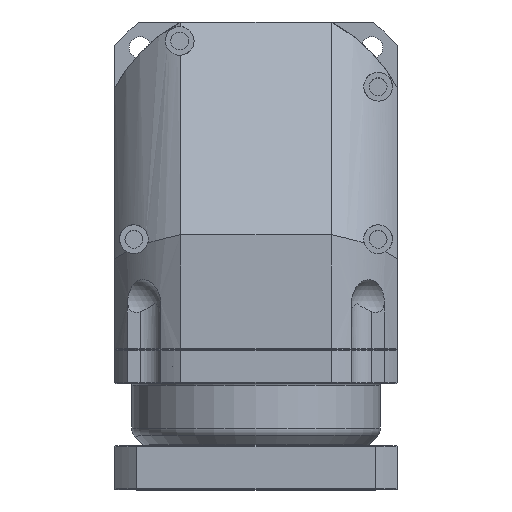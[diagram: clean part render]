
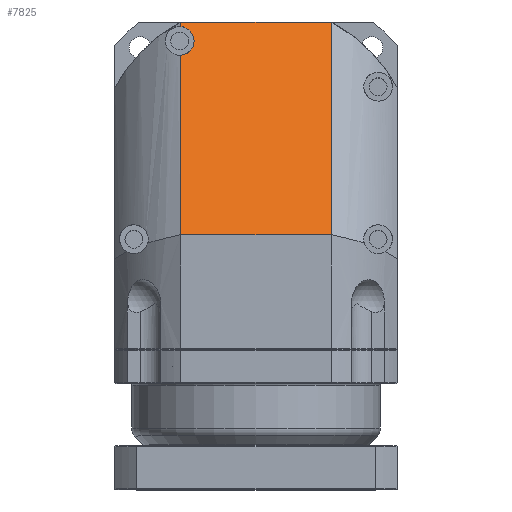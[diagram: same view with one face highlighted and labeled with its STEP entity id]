
A CAD part, top view. The second image highlights one B-rep face of the part: STEP entity #7825.
In plain terms, the highlighted face is planar.
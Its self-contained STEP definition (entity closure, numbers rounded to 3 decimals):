
#3533=CARTESIAN_POINT('',(19.,-71.,37.937));
#3931=DIRECTION('',(0.,0.,-1.));
#3932=VECTOR('',#3931,75.875);
#3933=CARTESIAN_POINT('',(19.,-71.,37.937));
#3934=LINE('',#3933,#3932);
#3935=CARTESIAN_POINT('',(4.945,-54.25,37.937));
#3936=CARTESIAN_POINT('',(4.96,-54.268,37.655));
#3937=CARTESIAN_POINT('',(4.992,-54.306,37.386));
#3938=CARTESIAN_POINT('',(5.055,-54.381,36.931));
#3939=CARTESIAN_POINT('',(5.134,-54.476,36.548));
#3940=CARTESIAN_POINT('',(5.229,-54.589,36.167));
#3941=CARTESIAN_POINT('',(5.356,-54.739,35.744));
#3942=CARTESIAN_POINT('',(5.514,-54.928,35.309));
#3943=CARTESIAN_POINT('',(5.703,-55.154,34.874));
#3944=CARTESIAN_POINT('',(5.893,-55.38,34.499));
#3945=CARTESIAN_POINT('',(6.146,-55.681,34.059));
#3946=CARTESIAN_POINT('',(6.462,-56.058,33.594));
#3947=CARTESIAN_POINT('',(6.842,-56.51,33.132));
#3948=CARTESIAN_POINT('',(7.221,-56.962,32.742));
#3949=CARTESIAN_POINT('',(7.6,-57.414,32.41));
#3950=CARTESIAN_POINT('',(8.106,-58.017,32.035));
#3951=CARTESIAN_POINT('',(8.738,-58.771,31.672));
#3952=CARTESIAN_POINT('',(9.497,-59.675,31.378));
#3953=CARTESIAN_POINT('',(10.256,-60.579,31.207));
#3954=CARTESIAN_POINT('',(11.015,-61.483,31.15));
#3955=CARTESIAN_POINT('',(11.773,-62.388,31.207));
#3956=CARTESIAN_POINT('',(12.532,-63.292,31.378));
#3957=CARTESIAN_POINT('',(13.291,-64.196,31.672));
#3958=CARTESIAN_POINT('',(13.923,-64.95,32.035));
#3959=CARTESIAN_POINT('',(14.429,-65.553,32.41));
#3960=CARTESIAN_POINT('',(14.808,-66.005,32.742));
#3961=CARTESIAN_POINT('',(15.188,-66.457,33.132));
#3962=CARTESIAN_POINT('',(15.567,-66.909,33.594));
#3963=CARTESIAN_POINT('',(15.883,-67.286,34.059));
#3964=CARTESIAN_POINT('',(16.136,-67.587,34.499));
#3965=CARTESIAN_POINT('',(16.326,-67.813,34.874));
#3966=CARTESIAN_POINT('',(16.516,-68.039,35.309));
#3967=CARTESIAN_POINT('',(16.674,-68.228,35.744));
#3968=CARTESIAN_POINT('',(16.8,-68.378,36.167));
#3969=CARTESIAN_POINT('',(16.895,-68.491,36.548));
#3970=CARTESIAN_POINT('',(16.974,-68.586,36.931));
#3971=CARTESIAN_POINT('',(17.037,-68.661,37.386));
#3972=CARTESIAN_POINT('',(17.069,-68.699,37.655));
#3973=CARTESIAN_POINT('',(17.085,-68.717,37.937));
#3975=DIRECTION('',(0.643,-0.766,0.));
#3976=VECTOR('',#3975,2.98);
#3977=CARTESIAN_POINT('',(17.085,-68.717,37.937));
#3978=LINE('',#3977,#3976);
#3979=DIRECTION('',(-0.643,0.766,0.));
#3980=VECTOR('',#3979,140.015);
#3981=CARTESIAN_POINT('',(19.,-71.,-37.937));
#3982=LINE('',#3981,#3980);
#3983=DIRECTION('',(0.643,-0.766,0.));
#3984=VECTOR('',#3983,118.149);
#3985=CARTESIAN_POINT('',(-71.,36.258,37.937));
#3986=LINE('',#3985,#3984);
#4748=DIRECTION('',(0.,0.,1.));
#4749=VECTOR('',#4748,75.875);
#4750=CARTESIAN_POINT('',(-71.,36.258,-37.937));
#4751=LINE('',#4750,#4749);
#6127=VERTEX_POINT('',#3935);
#6128=VERTEX_POINT('',#3973);
#6169=VERTEX_POINT('',#3533);
#6174=CARTESIAN_POINT('',(19.,-71.,-37.937));
#6175=CARTESIAN_POINT('',(-71.,36.258,-37.937));
#6176=VERTEX_POINT('',#6174);
#6177=VERTEX_POINT('',#6175);
#6178=CARTESIAN_POINT('',(-71.,36.258,37.937));
#6179=VERTEX_POINT('',#6178);
#7807=CARTESIAN_POINT('',(19.,-71.,99.));
#7808=DIRECTION('',(0.766,0.643,0.));
#7809=DIRECTION('',(-0.643,0.766,0.));
#7810=AXIS2_PLACEMENT_3D('',#7807,#7808,#7809);
#7811=PLANE('',#7810);
#7813=ORIENTED_EDGE('',*,*,#7812,.T.);
#7815=ORIENTED_EDGE('',*,*,#7814,.T.);
#7816=ORIENTED_EDGE('',*,*,#7800,.T.);
#7818=ORIENTED_EDGE('',*,*,#7817,.T.);
#7820=ORIENTED_EDGE('',*,*,#7819,.T.);
#7822=ORIENTED_EDGE('',*,*,#7821,.T.);
#7823=EDGE_LOOP('',(#7813,#7815,#7816,#7818,#7820,#7822));
#7824=FACE_OUTER_BOUND('',#7823,.F.);
#7825=ADVANCED_FACE('',(#7824),#7811,.F.);
#3974=B_SPLINE_CURVE_WITH_KNOTS('',3,(#3935,#3936,#3937,#3938,#3939,#3940,#3941,
#3942,#3943,#3944,#3945,#3946,#3947,#3948,#3949,#3950,#3951,#3952,#3953,#3954,
#3955,#3956,#3957,#3958,#3959,#3960,#3961,#3962,#3963,#3964,#3965,#3966,#3967,
#3968,#3969,#3970,#3971,#3972,#3973),.UNSPECIFIED.,.F.,.F.,(4,1,1,1,1,1,1,1,1,1,
1,1,1,1,1,1,1,1,1,1,1,1,1,1,1,1,1,1,1,1,1,1,1,1,1,1,4),(0.,0.004,
0.008,0.016,0.023,0.031,0.047,0.063,0.078,0.094,
0.125,0.156,0.188,0.219,0.25,0.313,0.375,0.438,0.5,
0.563,0.625,0.688,0.75,0.781,0.813,0.844,0.875,0.906,
0.922,0.938,0.953,0.969,0.977,0.984,0.992,
0.996,1.),.UNSPECIFIED.);
#7800=EDGE_CURVE('',#6169,#6176,#3934,.T.);
#7812=EDGE_CURVE('',#6127,#6128,#3974,.T.);
#7814=EDGE_CURVE('',#6128,#6169,#3978,.T.);
#7817=EDGE_CURVE('',#6176,#6177,#3982,.T.);
#7819=EDGE_CURVE('',#6177,#6179,#4751,.T.);
#7821=EDGE_CURVE('',#6179,#6127,#3986,.T.);
